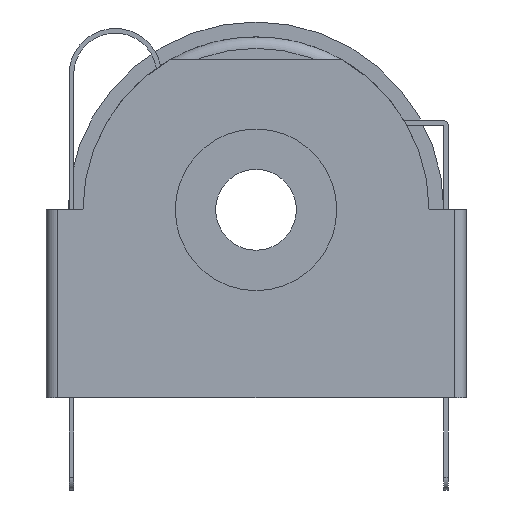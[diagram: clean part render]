
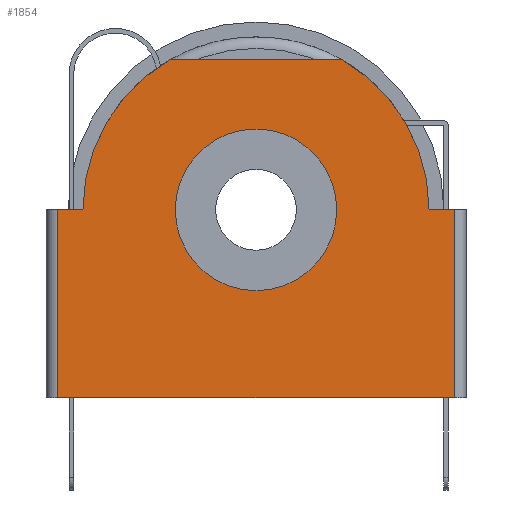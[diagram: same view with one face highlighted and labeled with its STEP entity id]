
A CAD part, left-side view. The second image highlights one B-rep face of the part: STEP entity #1854.
In plain terms, the highlighted planar face has unit normal (-1, 0, 0).
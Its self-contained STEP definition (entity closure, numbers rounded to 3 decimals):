
#639 = VERTEX_POINT('',#640);
#640 = CARTESIAN_POINT('',(-3.905,-11.5,8.15));
#646 = EDGE_CURVE('',#639,#647,#649,.T.);
#647 = VERTEX_POINT('',#648);
#648 = CARTESIAN_POINT('',(-3.905,-4.5,8.15));
#649 = CIRCLE('',#650,3.5);
#650 = AXIS2_PLACEMENT_3D('',#651,#652,#653);
#651 = CARTESIAN_POINT('',(-3.905,-8.,8.15));
#652 = DIRECTION('',(1.,0.,0.));
#653 = DIRECTION('',(0.,-1.,0.));
#655 = EDGE_CURVE('',#647,#639,#656,.T.);
#656 = CIRCLE('',#657,3.5);
#657 = AXIS2_PLACEMENT_3D('',#658,#659,#660);
#658 = CARTESIAN_POINT('',(-3.905,-8.,8.15));
#659 = DIRECTION('',(1.,0.,0.));
#660 = DIRECTION('',(0.,-1.,0.));
#803 = VERTEX_POINT('',#804);
#804 = CARTESIAN_POINT('',(-3.905,-15.5,8.15));
#810 = EDGE_CURVE('',#803,#811,#813,.T.);
#811 = VERTEX_POINT('',#812);
#812 = CARTESIAN_POINT('',(-3.905,-16.6,8.15));
#813 = LINE('',#814,#815);
#814 = CARTESIAN_POINT('',(-3.905,1.1,8.15));
#815 = VECTOR('',#816,1.);
#816 = DIRECTION('',(0.,-1.,0.));
#944 = EDGE_CURVE('',#945,#947,#949,.T.);
#945 = VERTEX_POINT('',#946);
#946 = CARTESIAN_POINT('',(-3.905,0.6,0.01));
#947 = VERTEX_POINT('',#948);
#948 = CARTESIAN_POINT('',(-3.905,-16.6,0.01));
#949 = LINE('',#950,#951);
#950 = CARTESIAN_POINT('',(-3.905,1.1,0.01));
#951 = VECTOR('',#952,1.);
#952 = DIRECTION('',(0.,-1.,0.));
#1576 = VERTEX_POINT('',#1577);
#1577 = CARTESIAN_POINT('',(-3.905,0.6,8.15));
#1586 = EDGE_CURVE('',#1576,#1587,#1589,.T.);
#1587 = VERTEX_POINT('',#1588);
#1588 = CARTESIAN_POINT('',(-3.905,-0.5,8.15));
#1589 = LINE('',#1590,#1591);
#1590 = CARTESIAN_POINT('',(-3.905,1.1,8.15));
#1591 = VECTOR('',#1592,1.);
#1592 = DIRECTION('',(0.,-1.,0.));
#1854 = ADVANCED_FACE('',(#1855,#1896),#1900,.T.);
#1855 = FACE_BOUND('',#1856,.T.);
#1856 = EDGE_LOOP('',(#1857,#1858,#1864,#1865,#1874,#1882,#1889,#1890));
#1857 = ORIENTED_EDGE('',*,*,#944,.T.);
#1858 = ORIENTED_EDGE('',*,*,#1859,.T.);
#1859 = EDGE_CURVE('',#947,#811,#1860,.T.);
#1860 = LINE('',#1861,#1862);
#1861 = CARTESIAN_POINT('',(-3.905,-16.6,0.01));
#1862 = VECTOR('',#1863,1.);
#1863 = DIRECTION('',(0.,0.,1.));
#1864 = ORIENTED_EDGE('',*,*,#810,.F.);
#1865 = ORIENTED_EDGE('',*,*,#1866,.T.);
#1866 = EDGE_CURVE('',#803,#1867,#1869,.T.);
#1867 = VERTEX_POINT('',#1868);
#1868 = CARTESIAN_POINT('',(-3.905,-11.742,14.65));
#1869 = CIRCLE('',#1870,7.5);
#1870 = AXIS2_PLACEMENT_3D('',#1871,#1872,#1873);
#1871 = CARTESIAN_POINT('',(-3.905,-8.,8.15));
#1872 = DIRECTION('',(-1.,0.,0.));
#1873 = DIRECTION('',(0.,-1.,0.));
#1874 = ORIENTED_EDGE('',*,*,#1875,.T.);
#1875 = EDGE_CURVE('',#1867,#1876,#1878,.T.);
#1876 = VERTEX_POINT('',#1877);
#1877 = CARTESIAN_POINT('',(-3.905,-4.258,14.65));
#1878 = LINE('',#1879,#1880);
#1879 = CARTESIAN_POINT('',(-3.905,-8.,14.65));
#1880 = VECTOR('',#1881,1.);
#1881 = DIRECTION('',(0.,1.,0.));
#1882 = ORIENTED_EDGE('',*,*,#1883,.T.);
#1883 = EDGE_CURVE('',#1876,#1587,#1884,.T.);
#1884 = CIRCLE('',#1885,7.5);
#1885 = AXIS2_PLACEMENT_3D('',#1886,#1887,#1888);
#1886 = CARTESIAN_POINT('',(-3.905,-8.,8.15));
#1887 = DIRECTION('',(-1.,0.,0.));
#1888 = DIRECTION('',(0.,-1.,0.));
#1889 = ORIENTED_EDGE('',*,*,#1586,.F.);
#1890 = ORIENTED_EDGE('',*,*,#1891,.F.);
#1891 = EDGE_CURVE('',#945,#1576,#1892,.T.);
#1892 = LINE('',#1893,#1894);
#1893 = CARTESIAN_POINT('',(-3.905,0.6,0.01));
#1894 = VECTOR('',#1895,1.);
#1895 = DIRECTION('',(0.,0.,1.));
#1896 = FACE_BOUND('',#1897,.T.);
#1897 = EDGE_LOOP('',(#1898,#1899));
#1898 = ORIENTED_EDGE('',*,*,#646,.T.);
#1899 = ORIENTED_EDGE('',*,*,#655,.T.);
#1900 = PLANE('',#1901);
#1901 = AXIS2_PLACEMENT_3D('',#1902,#1903,#1904);
#1902 = CARTESIAN_POINT('',(-3.905,-8.,6.414));
#1903 = DIRECTION('',(-1.,0.,0.));
#1904 = DIRECTION('',(0.,0.,1.));
